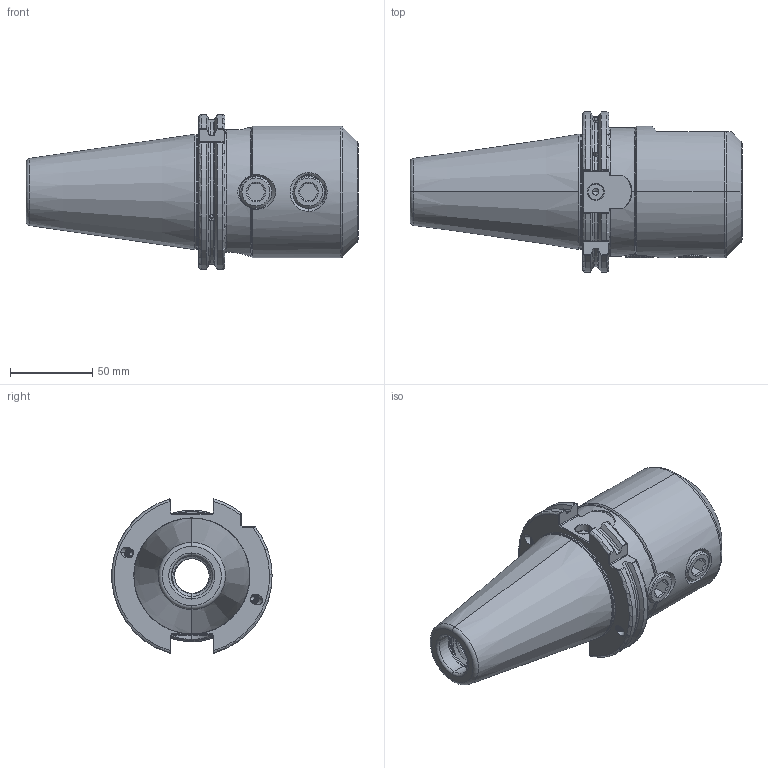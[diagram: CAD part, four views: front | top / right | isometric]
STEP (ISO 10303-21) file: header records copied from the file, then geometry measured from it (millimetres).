
FILE_DESCRIPTION (( 'STEP AP203' ), '1' );
FILE_NAME ('503.04.40.STEP', '2016-11-25T08:06:46', ( '' ), ( '' ), 'SwSTEP 2.0', 'SolidWorks 2012', '' );
FILE_SCHEMA (( 'CONFIG_CONTROL_DESIGN' ));
Length unit declared in the file: millimetre
Products named in the file (3): 側固20_M20x2_20L; 503.04.40
Assembly tree (3 placements, depth 2):
  503.04.40
    503.04.40
    側固20_M20x2_20L  x2
Bounding box: 201.75 x 97.32 x 93.81 mm (x, y, z)
Volume: 597806.4 mm3; surface area: 84443.8 mm2
Topology: 3 solids, 3 shells, 431 faces, 1185 edges, 746 vertices
Faces by surface type: cylinder 190, plane 80, cone 62, bspline 57, torus 42
Entity records: 41265 total; most frequent: CARTESIAN_POINT 32401, ORIENTED_EDGE 2130, DIRECTION 1391, EDGE_CURVE 1065, VERTEX_POINT 679, AXIS2_PLACEMENT_3D 544, EDGE_LOOP 408, FACE_OUTER_BOUND 392
